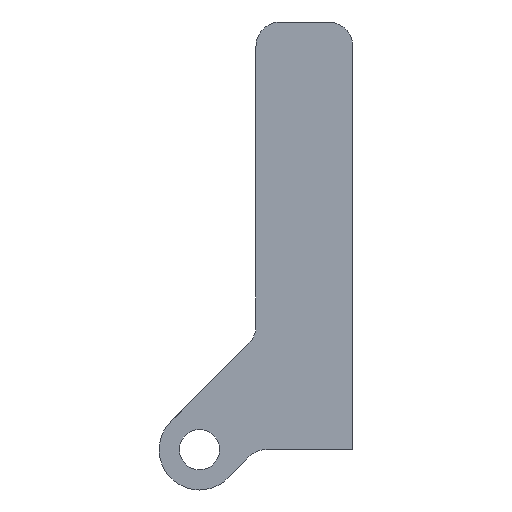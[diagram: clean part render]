
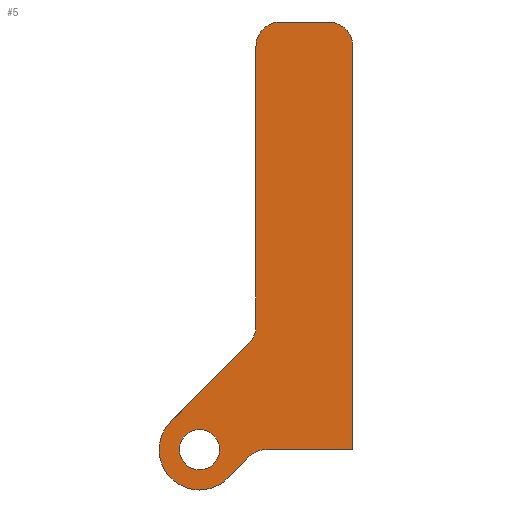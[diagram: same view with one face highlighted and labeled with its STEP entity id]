
A CAD part, front view. The second image highlights one B-rep face of the part: STEP entity #5.
In plain terms, the highlighted planar face has unit normal (0, -1, 0).
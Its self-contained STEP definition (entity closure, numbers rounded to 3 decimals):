
#5 = ADVANCED_FACE ( 'NONE', ( #695, #766 ), #796, .F. ) ;
#6 = DIRECTION ( 'NONE',  ( 0., 0., 1. ) ) ;
#11 = CIRCLE ( 'NONE', #697, 3. ) ;
#16 = CARTESIAN_POINT ( 'NONE',  ( 0., 0., -3. ) ) ;
#40 = VECTOR ( 'NONE', #650, 1000. ) ;
#44 = ORIENTED_EDGE ( 'NONE', *, *, #892, .F. ) ;
#66 = EDGE_CURVE ( 'NONE', #295, #322, #964, .T. ) ;
#68 = VECTOR ( 'NONE', #375, 1000. ) ;
#77 = DIRECTION ( 'NONE',  ( 0., 0., 1. ) ) ;
#88 = CARTESIAN_POINT ( 'NONE',  ( 12., 0., -53. ) ) ;
#100 = CARTESIAN_POINT ( 'NONE',  ( -7., 0., -53. ) ) ;
#110 = VERTEX_POINT ( 'NONE', #1028 ) ;
#111 = CARTESIAN_POINT ( 'NONE',  ( 12., 0., 0. ) ) ;
#119 = CARTESIAN_POINT ( 'NONE',  ( -7., 0., -53. ) ) ;
#120 = CARTESIAN_POINT ( 'NONE',  ( 3., 0., -3. ) ) ;
#121 = DIRECTION ( 'NONE',  ( 0., -1., 0. ) ) ;
#122 = CIRCLE ( 'NONE', #354, 5. ) ;
#124 = DIRECTION ( 'NONE',  ( 0., 0., -1. ) ) ;
#127 = VERTEX_POINT ( 'NONE', #725 ) ;
#128 = EDGE_CURVE ( 'NONE', #528, #322, #294, .T. ) ;
#137 = CARTESIAN_POINT ( 'NONE',  ( -3.429, 0., -56.499 ) ) ;
#139 = VERTEX_POINT ( 'NONE', #137 ) ;
#140 = DIRECTION ( 'NONE',  ( -1., 0., 0. ) ) ;
#141 = ORIENTED_EDGE ( 'NONE', *, *, #876, .T. ) ;
#150 = EDGE_CURVE ( 'NONE', #110, #680, #640, .T. ) ;
#159 = DIRECTION ( 'NONE',  ( 0., 1., 0. ) ) ;
#181 = VERTEX_POINT ( 'NONE', #579 ) ;
#198 = DIRECTION ( 'NONE',  ( 0., 0., 1. ) ) ;
#201 = CARTESIAN_POINT ( 'NONE',  ( 12., 0., 0. ) ) ;
#208 = AXIS2_PLACEMENT_3D ( 'NONE', #657, #672, #675 ) ;
#209 = DIRECTION ( 'NONE',  ( 0., 0., -1. ) ) ;
#215 = DIRECTION ( 'NONE',  ( 0., -1., 0. ) ) ;
#216 = LINE ( 'NONE', #257, #40 ) ;
#220 = EDGE_CURVE ( 'NONE', #315, #570, #458, .T. ) ;
#227 = DIRECTION ( 'NONE',  ( 0., 0., 1. ) ) ;
#255 = VERTEX_POINT ( 'NONE', #688 ) ;
#257 = CARTESIAN_POINT ( 'NONE',  ( 0., 0., -38.929 ) ) ;
#284 = ORIENTED_EDGE ( 'NONE', *, *, #311, .T. ) ;
#291 = EDGE_CURVE ( 'NONE', #255, #181, #11, .T. ) ;
#292 = CARTESIAN_POINT ( 'NONE',  ( 9., 0., -3. ) ) ;
#294 = LINE ( 'NONE', #88, #927 ) ;
#295 = VERTEX_POINT ( 'NONE', #367 ) ;
#306 = EDGE_CURVE ( 'NONE', #477, #139, #649, .T. ) ;
#311 = EDGE_CURVE ( 'NONE', #577, #1020, #910, .T. ) ;
#315 = VERTEX_POINT ( 'NONE', #333 ) ;
#322 = VERTEX_POINT ( 'NONE', #567 ) ;
#329 = EDGE_CURVE ( 'NONE', #1020, #127, #216, .T. ) ;
#333 = CARTESIAN_POINT ( 'NONE',  ( 3., 0., 0. ) ) ;
#339 = CARTESIAN_POINT ( 'NONE',  ( 0., 0., -53. ) ) ;
#354 = AXIS2_PLACEMENT_3D ( 'NONE', #119, #121, #124 ) ;
#355 = VECTOR ( 'NONE', #762, 1000. ) ;
#367 = CARTESIAN_POINT ( 'NONE',  ( -0.882, 0., -53.9 ) ) ;
#371 = DIRECTION ( 'NONE',  ( -1., 0., 0. ) ) ;
#375 = DIRECTION ( 'NONE',  ( 0.7, 0., 0.714 ) ) ;
#389 = DIRECTION ( 'NONE',  ( 0., 1., 0. ) ) ;
#458 = CIRCLE ( 'NONE', #723, 3. ) ;
#477 = VERTEX_POINT ( 'NONE', #944 ) ;
#478 = EDGE_CURVE ( 'NONE', #139, #295, #896, .T. ) ;
#488 = DIRECTION ( 'NONE',  ( 0., 1., 0. ) ) ;
#528 = VERTEX_POINT ( 'NONE', #531 ) ;
#531 = CARTESIAN_POINT ( 'NONE',  ( 12., 0., -53. ) ) ;
#543 = DIRECTION ( 'NONE',  ( 0., -1., 0. ) ) ;
#567 = CARTESIAN_POINT ( 'NONE',  ( 1.261, 0., -53. ) ) ;
#568 = CARTESIAN_POINT ( 'NONE',  ( -7., 0., -50.5 ) ) ;
#570 = VERTEX_POINT ( 'NONE', #16 ) ;
#573 = ORIENTED_EDGE ( 'NONE', *, *, #128, .F. ) ;
#577 = VERTEX_POINT ( 'NONE', #596 ) ;
#579 = CARTESIAN_POINT ( 'NONE',  ( 9., 0., 0. ) ) ;
#596 = CARTESIAN_POINT ( 'NONE',  ( 0., 0., -37.686 ) ) ;
#603 = ORIENTED_EDGE ( 'NONE', *, *, #66, .T. ) ;
#617 = AXIS2_PLACEMENT_3D ( 'NONE', #100, #543, #890 ) ;
#625 = AXIS2_PLACEMENT_3D ( 'NONE', #736, #488, #6 ) ;
#640 = CIRCLE ( 'NONE', #735, 2.5 ) ;
#649 = CIRCLE ( 'NONE', #617, 5. ) ;
#650 = DIRECTION ( 'NONE',  ( -0.707, 0., -0.707 ) ) ;
#657 = CARTESIAN_POINT ( 'NONE',  ( -7., 0., -53. ) ) ;
#672 = DIRECTION ( 'NONE',  ( 0., -1., 0. ) ) ;
#673 = DIRECTION ( 'NONE',  ( 0., -1., 0. ) ) ;
#675 = DIRECTION ( 'NONE',  ( 0., 0., -1. ) ) ;
#680 = VERTEX_POINT ( 'NONE', #568 ) ;
#687 = ORIENTED_EDGE ( 'NONE', *, *, #478, .T. ) ;
#688 = CARTESIAN_POINT ( 'NONE',  ( 12., 0., -3. ) ) ;
#695 = FACE_OUTER_BOUND ( 'NONE', #994, .T. ) ;
#697 = AXIS2_PLACEMENT_3D ( 'NONE', #292, #807, #227 ) ;
#698 = DIRECTION ( 'NONE',  ( 0., 0., -1. ) ) ;
#705 = VECTOR ( 'NONE', #140, 1000. ) ;
#707 = ORIENTED_EDGE ( 'NONE', *, *, #823, .T. ) ;
#723 = AXIS2_PLACEMENT_3D ( 'NONE', #120, #673, #198 ) ;
#725 = CARTESIAN_POINT ( 'NONE',  ( -10.536, 0., -49.464 ) ) ;
#735 = AXIS2_PLACEMENT_3D ( 'NONE', #773, #215, #698 ) ;
#736 = CARTESIAN_POINT ( 'NONE',  ( -3., 0., -37.686 ) ) ;
#742 = ORIENTED_EDGE ( 'NONE', *, *, #291, .T. ) ;
#745 = ORIENTED_EDGE ( 'NONE', *, *, #984, .F. ) ;
#758 = ORIENTED_EDGE ( 'NONE', *, *, #886, .T. ) ;
#761 = CARTESIAN_POINT ( 'NONE',  ( 0., 0., 0. ) ) ;
#762 = DIRECTION ( 'NONE',  ( 0., 0., -1. ) ) ;
#766 = FACE_BOUND ( 'NONE', #884, .T. ) ;
#773 = CARTESIAN_POINT ( 'NONE',  ( -7., 0., -53. ) ) ;
#777 = LINE ( 'NONE', #761, #355 ) ;
#780 = AXIS2_PLACEMENT_3D ( 'NONE', #950, #389, #866 ) ;
#796 = PLANE ( 'NONE',  #809 ) ;
#807 = DIRECTION ( 'NONE',  ( 0., -1., 0. ) ) ;
#809 = AXIS2_PLACEMENT_3D ( 'NONE', #965, #159, #77 ) ;
#823 = EDGE_CURVE ( 'NONE', #570, #577, #777, .T. ) ;
#825 = CARTESIAN_POINT ( 'NONE',  ( -0.879, 0., -39.808 ) ) ;
#843 = CIRCLE ( 'NONE', #208, 2.5 ) ;
#851 = ORIENTED_EDGE ( 'NONE', *, *, #220, .T. ) ;
#866 = DIRECTION ( 'NONE',  ( 0., 0., 1. ) ) ;
#876 = EDGE_CURVE ( 'NONE', #127, #477, #122, .T. ) ;
#884 = EDGE_LOOP ( 'NONE', ( #992, #745 ) ) ;
#886 = EDGE_CURVE ( 'NONE', #181, #315, #948, .T. ) ;
#890 = DIRECTION ( 'NONE',  ( 0., 0., -1. ) ) ;
#892 = EDGE_CURVE ( 'NONE', #255, #528, #922, .T. ) ;
#896 = LINE ( 'NONE', #339, #68 ) ;
#910 = CIRCLE ( 'NONE', #625, 3. ) ;
#922 = LINE ( 'NONE', #201, #1003 ) ;
#927 = VECTOR ( 'NONE', #371, 1000. ) ;
#941 = ORIENTED_EDGE ( 'NONE', *, *, #329, .T. ) ;
#944 = CARTESIAN_POINT ( 'NONE',  ( -7., 0., -58. ) ) ;
#948 = LINE ( 'NONE', #111, #705 ) ;
#950 = CARTESIAN_POINT ( 'NONE',  ( 1.261, 0., -56. ) ) ;
#964 = CIRCLE ( 'NONE', #780, 3. ) ;
#965 = CARTESIAN_POINT ( 'NONE',  ( 12., 0., 0. ) ) ;
#984 = EDGE_CURVE ( 'NONE', #680, #110, #843, .T. ) ;
#992 = ORIENTED_EDGE ( 'NONE', *, *, #150, .F. ) ;
#994 = EDGE_LOOP ( 'NONE', ( #44, #742, #758, #851, #707, #284, #941, #141, #1009, #687, #603, #573 ) ) ;
#1003 = VECTOR ( 'NONE', #209, 1000. ) ;
#1009 = ORIENTED_EDGE ( 'NONE', *, *, #306, .T. ) ;
#1020 = VERTEX_POINT ( 'NONE', #825 ) ;
#1028 = CARTESIAN_POINT ( 'NONE',  ( -7., 0., -55.5 ) ) ;
